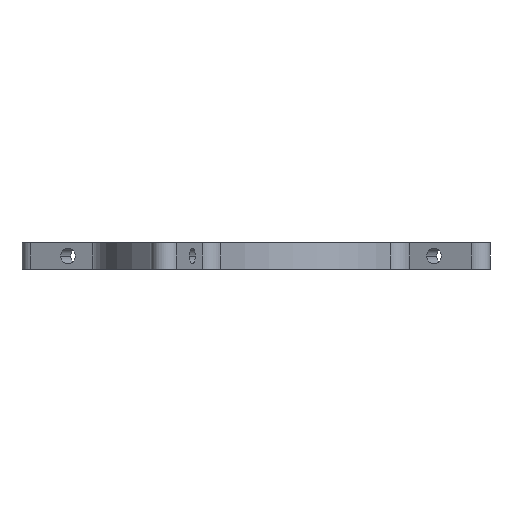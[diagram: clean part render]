
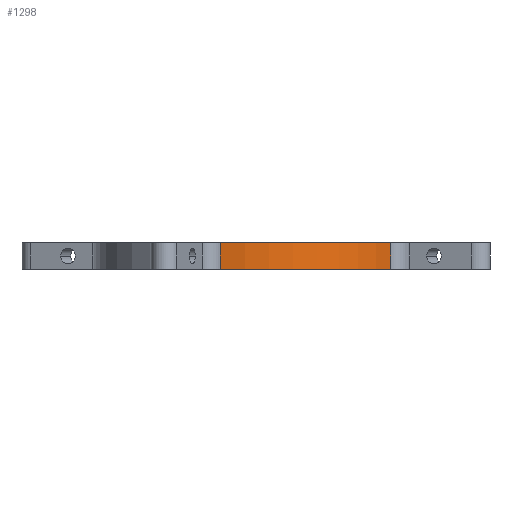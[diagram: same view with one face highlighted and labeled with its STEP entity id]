
A CAD part, front view. The second image highlights one B-rep face of the part: STEP entity #1298.
In plain terms, the highlighted cylindrical face has radius 30.2 mm (diameter 60.4 mm), a partial arc.
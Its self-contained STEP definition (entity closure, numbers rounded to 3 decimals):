
#230=CARTESIAN_POINT('Vertex',(25.601,-16.02,-2.5)) ;
#233=CARTESIAN_POINT('Axis2P3D Location',(0.,0.,-2.5)) ;
#237=CARTESIAN_POINT('Vertex',(-6.775,-29.43,-2.5)) ;
#546=CARTESIAN_POINT('Axis2P3D Location',(0.,0.,0.)) ;
#699=CARTESIAN_POINT('Line Origine',(-6.775,-29.43,-0.61)) ;
#703=CARTESIAN_POINT('Vertex',(-6.775,-29.43,2.5)) ;
#741=CARTESIAN_POINT('Vertex',(25.601,-16.02,2.5)) ;
#744=CARTESIAN_POINT('Line Origine',(25.601,-16.02,-0.61)) ;
#1287=CARTESIAN_POINT('Axis2P3D Location',(0.,0.,2.5)) ;
#234=DIRECTION('Axis2P3D Direction',(0.,0.,1.)) ;
#547=DIRECTION('Axis2P3D Direction',(0.,0.,1.)) ;
#548=DIRECTION('Axis2P3D XDirection',(1.,0.,0.)) ;
#700=DIRECTION('Vector Direction',(0.,0.,1.)) ;
#745=DIRECTION('Vector Direction',(0.,0.,1.)) ;
#1288=DIRECTION('Axis2P3D Direction',(0.,0.,1.)) ;
#235=AXIS2_PLACEMENT_3D('Circle Axis2P3D',#233,#234,$) ;
#549=AXIS2_PLACEMENT_3D('Cylinder Axis2P3D',#546,#547,#548) ;
#1289=AXIS2_PLACEMENT_3D('Circle Axis2P3D',#1287,#1288,$) ;
#1293=ORIENTED_EDGE('',*,*,#239,.T.) ;
#1294=ORIENTED_EDGE('',*,*,#748,.T.) ;
#1295=ORIENTED_EDGE('',*,*,#1291,.F.) ;
#1296=ORIENTED_EDGE('',*,*,#705,.T.) ;
#701=VECTOR('Line Direction',#700,1.) ;
#746=VECTOR('Line Direction',#745,1.) ;
#1298=ADVANCED_FACE('Corps principal',(#1297),#550,.T.) ;
#236=CIRCLE('generated circle',#235,30.2) ;
#1290=CIRCLE('generated circle',#1289,30.2) ;
#550=CYLINDRICAL_SURFACE('generated cylinder',#549,30.2) ;
#239=EDGE_CURVE('',#238,#231,#236,.T.) ;
#705=EDGE_CURVE('',#704,#238,#702,.F.) ;
#748=EDGE_CURVE('',#231,#742,#747,.T.) ;
#1291=EDGE_CURVE('',#704,#742,#1290,.T.) ;
#1292=EDGE_LOOP('',(#1293,#1294,#1295,#1296)) ;
#1297=FACE_OUTER_BOUND('',#1292,.T.) ;
#702=LINE('Line',#699,#701) ;
#747=LINE('Line',#744,#746) ;
#231=VERTEX_POINT('',#230) ;
#238=VERTEX_POINT('',#237) ;
#704=VERTEX_POINT('',#703) ;
#742=VERTEX_POINT('',#741) ;
